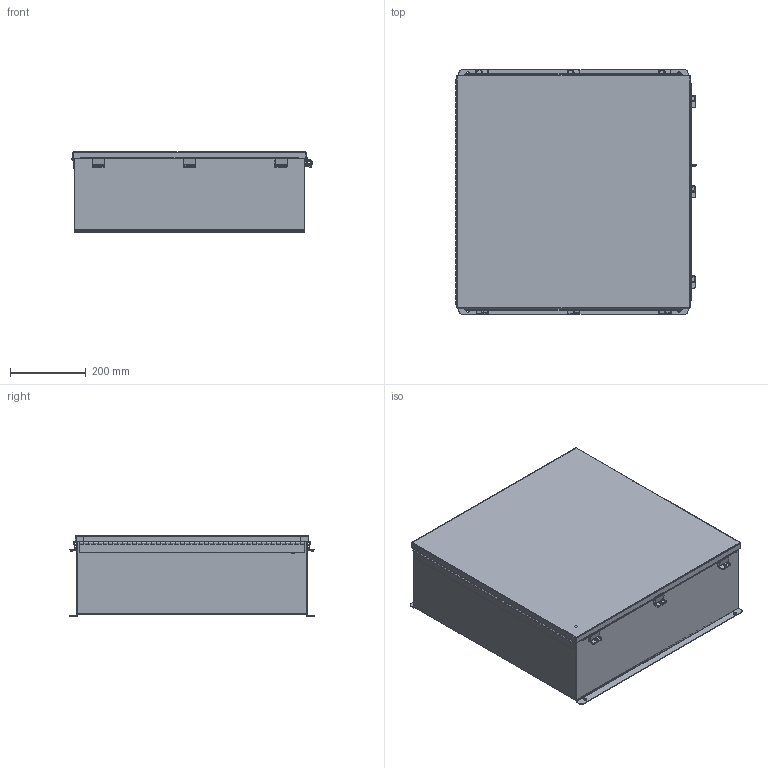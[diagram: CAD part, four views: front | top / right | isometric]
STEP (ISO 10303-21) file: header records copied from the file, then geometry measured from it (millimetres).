
FILE_DESCRIPTION (( 'STEP AP203' ), '1' );
FILE_NAME ('N242408CHNFALWP.STEP', '2014-03-06T15:05:01', ( 'changeme' ), ( 'Microsoft' ), 'SwSTEP 2.0', 'SolidWorks 2013', '' );
FILE_SCHEMA (( 'CONFIG_CONTROL_DESIGN' ));
Length unit declared in the file: inch
Products named in the file (15): N242408CHNFALWP; N242408CHNFALWP JIC Backpanel; N242408CHNFALWP JIC Enclosure Template; N242408CHNFALWP JIC Clamp Bracket; N242408CHNFALWP Hinge Body Side; N242408CHNFALWP JIC Cover Clamp; N242408CHNFALWP Hinge Cover Side JIC; N242408CHNFALWP JIC Top; N242408CHNFALWP _JIC Hinge; N242408CHNFALWP JIC Bottom; N242408CHNFALWP HW-CD-S-25020-034; HW-CLH-JH-20154; N242408CHNFALWP JIC_Cover_Template; HW-CLH-JH-20104; N242408CHNFALWP JIC_Standoff
Assembly tree (34 placements, depth 3):
  N242408CHNFALWP
    N242408CHNFALWP JIC Enclosure Template
    N242408CHNFALWP _JIC Hinge
      N242408CHNFALWP Hinge Body Side
      N242408CHNFALWP Hinge Cover Side JIC
    N242408CHNFALWP JIC_Cover_Template
    N242408CHNFALWP JIC_Standoff  x4
    N242408CHNFALWP JIC Backpanel
    N242408CHNFALWP JIC Clamp Bracket  x9
    N242408CHNFALWP JIC Cover Clamp  x9
    N242408CHNFALWP JIC Top
    N242408CHNFALWP JIC Bottom
    N242408CHNFALWP HW-CD-S-25020-034  x2
    HW-CLH-JH-20154
    HW-CLH-JH-20104
Bounding box: 636.82 x 647.08 x 213.1 mm (x, y, z)
Volume: 3255580 mm3; surface area: 3466579.4 mm2
Topology: 33 solids, 33 shells, 1104 faces, 2677 edges, 1645 vertices
Faces by surface type: plane 715, cylinder 369, bspline 8, torus 8, cone 4
Entity records: 24163 total; most frequent: CARTESIAN_POINT 4180, DIRECTION 3820, ORIENTED_EDGE 3690, EDGE_CURVE 1845, LINE 1302, VECTOR 1302, AXIS2_PLACEMENT_3D 1259, VERTEX_POINT 1171
